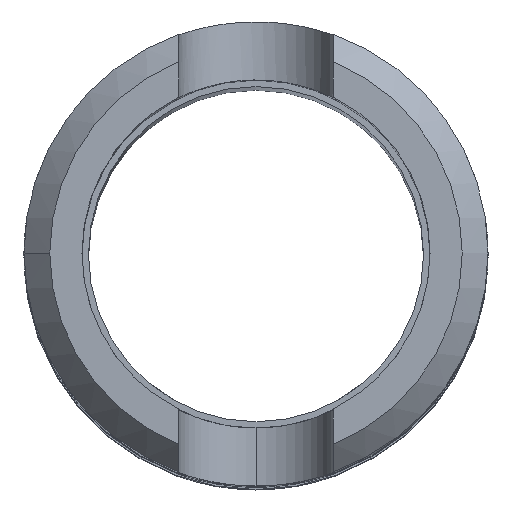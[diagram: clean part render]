
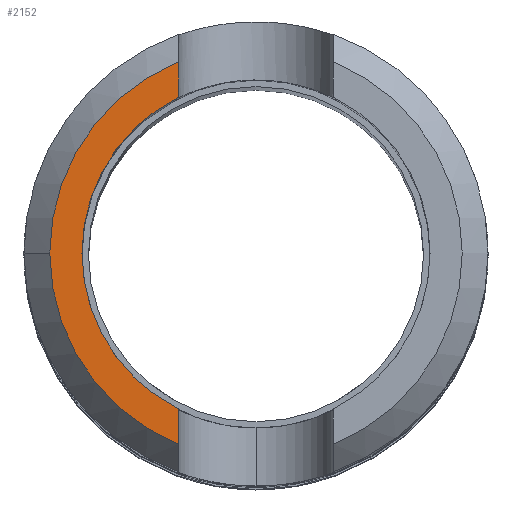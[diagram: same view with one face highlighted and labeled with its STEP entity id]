
A CAD part, top view. The second image highlights one B-rep face of the part: STEP entity #2152.
In plain terms, the highlighted planar face has unit normal (0, 0, 1).
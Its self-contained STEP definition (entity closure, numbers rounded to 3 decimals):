
#64 = DIRECTION ( 'NONE',  ( 1., 0., 0. ) ) ;
#184 = CIRCLE ( 'NONE', #2397, 16. ) ;
#213 = CIRCLE ( 'NONE', #870, 13.5 ) ;
#226 = DIRECTION ( 'NONE',  ( 1., 0., 0. ) ) ;
#263 = DIRECTION ( 'NONE',  ( 0., 0., 1. ) ) ;
#300 = DIRECTION ( 'NONE',  ( 0., 0., 1. ) ) ;
#325 = CARTESIAN_POINT ( 'NONE',  ( 0., 0., 220. ) ) ;
#366 = CARTESIAN_POINT ( 'NONE',  ( -6., 18.001, 220. ) ) ;
#398 = LINE ( 'NONE', #908, #1411 ) ;
#436 = AXIS2_PLACEMENT_3D ( 'NONE', #1890, #1085, #505 ) ;
#469 = CARTESIAN_POINT ( 'NONE',  ( -6., -14.832, 220. ) ) ;
#505 = DIRECTION ( 'NONE',  ( 1., 0., 0. ) ) ;
#539 = VERTEX_POINT ( 'NONE', #1887 ) ;
#544 = EDGE_CURVE ( 'NONE', #720, #539, #398, .T. ) ;
#679 = CARTESIAN_POINT ( 'NONE',  ( -13.5, 0., 220. ) ) ;
#708 = EDGE_CURVE ( 'NONE', #2162, #941, #1763, .T. ) ;
#720 = VERTEX_POINT ( 'NONE', #986 ) ;
#746 = EDGE_CURVE ( 'NONE', #1212, #1693, #2356, .T. ) ;
#822 = DIRECTION ( 'NONE',  ( 0., -1., 0. ) ) ;
#841 = CARTESIAN_POINT ( 'NONE',  ( 0., 0., 220. ) ) ;
#870 = AXIS2_PLACEMENT_3D ( 'NONE', #325, #300, #2122 ) ;
#908 = CARTESIAN_POINT ( 'NONE',  ( -6., -18.001, 220. ) ) ;
#941 = VERTEX_POINT ( 'NONE', #1858 ) ;
#986 = CARTESIAN_POINT ( 'NONE',  ( -6., 14.832, 220. ) ) ;
#1014 = FACE_OUTER_BOUND ( 'NONE', #1818, .T. ) ;
#1085 = DIRECTION ( 'NONE',  ( 0., 0., 1. ) ) ;
#1104 = DIRECTION ( 'NONE',  ( 0., -1., 0. ) ) ;
#1185 = CARTESIAN_POINT ( 'NONE',  ( 0., 0., 220. ) ) ;
#1212 = VERTEX_POINT ( 'NONE', #2293 ) ;
#1399 = CARTESIAN_POINT ( 'NONE',  ( 0., 0., 220. ) ) ;
#1411 = VECTOR ( 'NONE', #1104, 1000. ) ;
#1567 = DIRECTION ( 'NONE',  ( 1., 0., 0. ) ) ;
#1610 = ORIENTED_EDGE ( 'NONE', *, *, #2506, .F. ) ;
#1693 = VERTEX_POINT ( 'NONE', #469 ) ;
#1716 = AXIS2_PLACEMENT_3D ( 'NONE', #1185, #1803, #1567 ) ;
#1763 = CIRCLE ( 'NONE', #1716, 13.5 ) ;
#1791 = ORIENTED_EDGE ( 'NONE', *, *, #2110, .T. ) ;
#1803 = DIRECTION ( 'NONE',  ( 0., 0., 1. ) ) ;
#1818 = EDGE_LOOP ( 'NONE', ( #2285, #2472, #1791, #2375, #1610, #2154 ) ) ;
#1829 = DIRECTION ( 'NONE',  ( 0., 0., 1. ) ) ;
#1835 = EDGE_CURVE ( 'NONE', #539, #2162, #213, .T. ) ;
#1858 = CARTESIAN_POINT ( 'NONE',  ( -6., -12.093, 220. ) ) ;
#1871 = PLANE ( 'NONE',  #436 ) ;
#1887 = CARTESIAN_POINT ( 'NONE',  ( -6., 12.093, 220. ) ) ;
#1890 = CARTESIAN_POINT ( 'NONE',  ( 0., 0., 220. ) ) ;
#1980 = LINE ( 'NONE', #366, #2318 ) ;
#2110 = EDGE_CURVE ( 'NONE', #720, #1212, #184, .T. ) ;
#2122 = DIRECTION ( 'NONE',  ( 1., 0., 0. ) ) ;
#2152 = ADVANCED_FACE ( 'NONE', ( #1014 ), #1871, .T. ) ;
#2154 = ORIENTED_EDGE ( 'NONE', *, *, #708, .F. ) ;
#2162 = VERTEX_POINT ( 'NONE', #679 ) ;
#2285 = ORIENTED_EDGE ( 'NONE', *, *, #1835, .F. ) ;
#2293 = CARTESIAN_POINT ( 'NONE',  ( -16., 0., 220. ) ) ;
#2318 = VECTOR ( 'NONE', #822, 1000. ) ;
#2356 = CIRCLE ( 'NONE', #2460, 16. ) ;
#2375 = ORIENTED_EDGE ( 'NONE', *, *, #746, .T. ) ;
#2397 = AXIS2_PLACEMENT_3D ( 'NONE', #841, #263, #64 ) ;
#2460 = AXIS2_PLACEMENT_3D ( 'NONE', #1399, #1829, #226 ) ;
#2472 = ORIENTED_EDGE ( 'NONE', *, *, #544, .F. ) ;
#2506 = EDGE_CURVE ( 'NONE', #941, #1693, #1980, .T. ) ;
